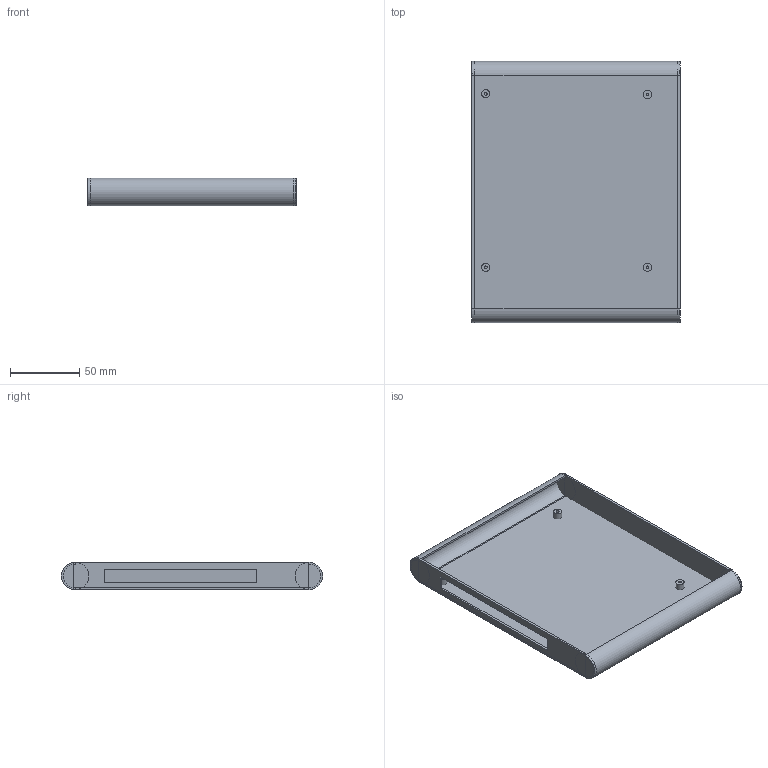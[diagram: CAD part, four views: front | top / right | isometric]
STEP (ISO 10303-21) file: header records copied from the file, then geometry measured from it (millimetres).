
FILE_DESCRIPTION(('FreeCAD Model'),'2;1');
FILE_NAME('Open CASCADE Shape Model','2024-03-12T15:57:35',(''),(''), 'Open CASCADE STEP processor 7.6','FreeCAD','Unknown');
FILE_SCHEMA(('AUTOMOTIVE_DESIGN { 1 0 10303 214 1 1 1 1 }'));
Length unit declared in the file: millimetre
Products named in the file (7): Case; base; Front; Cut; standoffs; Fusion003; Cut001
Assembly tree (6 placements, depth 3):
  Case
    base
    Front
    Cut
    standoffs
      Fusion003
    Cut001
Bounding box: 150.5 x 189 x 20 mm (x, y, z)
Volume: 61262.1 mm3; surface area: 85313.5 mm2
Topology: 9 solids, 9 shells, 82 faces, 144 edges, 80 vertices
Faces by surface type: plane 66, cylinder 16
Full cylindrical faces by diameter (mm): 2 x4, 6 x4
Entity records: 3958 total; most frequent: CARTESIAN_POINT 637, DIRECTION 622, ORIENTED_EDGE 288, PCURVE 288, DEFINITIONAL_REPRESENTATION 288, LINE 284, VECTOR 284, EDGE_CURVE 144
